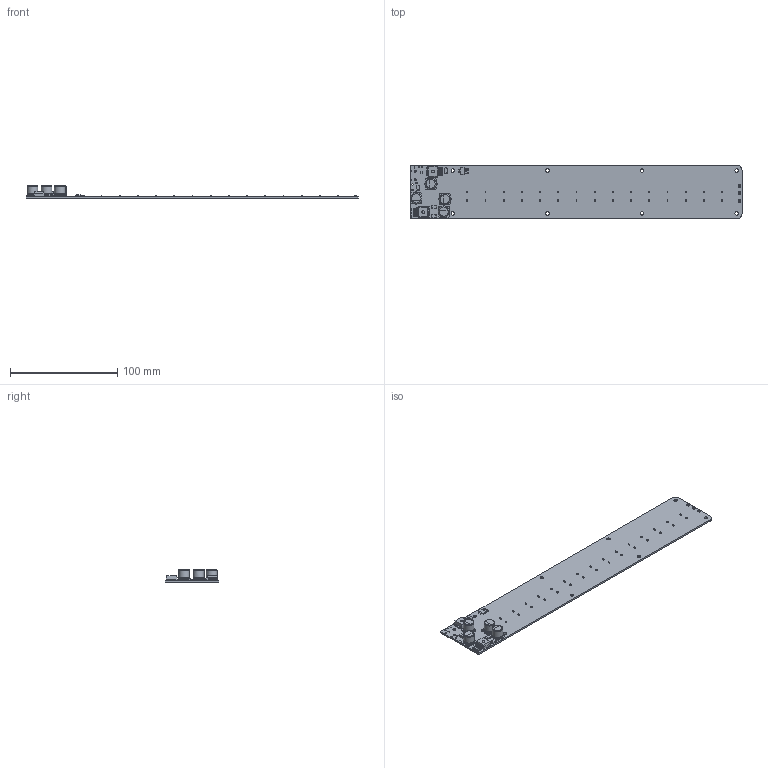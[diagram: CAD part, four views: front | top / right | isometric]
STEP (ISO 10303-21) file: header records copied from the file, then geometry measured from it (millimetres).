
FILE_DESCRIPTION(('KiCad electronic assembly'),'2;1');
FILE_NAME('pwr-v1.step','2022-11-19T18:14:16',('Pcbnew'),('Kicad'), 'Open CASCADE STEP processor 7.6','KiCad to STEP converter','Unknown' );
FILE_SCHEMA(('AUTOMOTIVE_DESIGN { 1 0 10303 214 1 1 1 1 }'));
Length unit declared in the file: millimetre
Products named in the file (16): pwr-v1 1; CP_Elec_10x10; SOLID; D_SMA; R_0603_1608Metric; C_0603_1608Metric; SOT-223; TO-263-5_TabPin3; LED_0603_1608Metric; pwr-v1 PCB
Assembly tree (64 placements, depth 3):
  pwr-v1 1
    CP_Elec_10x10  x4
      SOLID
    D_SMA  x4
      SOLID
    R_0603_1608Metric  x8
      SOLID
    C_0603_1608Metric  x34
      SOLID
    SOT-223
      SOLID
    TO-263-5_TabPin3  x2
      SOLID
    LED_0603_1608Metric  x3
      SOLID
    pwr-v1 PCB
Bounding box: 310 x 50 x 11.65 mm (x, y, z)
Volume: 28753.8 mm3; surface area: 35982.9 mm2
Topology: 57 solids, 57 shells, 2014 faces, 5259 edges, 3450 vertices
Faces by surface type: plane 1296, cylinder 634, bspline 64, torus 16, revolution 4
Full cylindrical faces by diameter (mm): 0.75 x2, 0.9 x2, 1.32 x2, 2.5 x2, 3.2 x8, 10 x8
Entity records: 32435 total; most frequent: CARTESIAN_POINT 6029, DIRECTION 4376, LINE 2928, VECTOR 2928, ORIENTED_EDGE 2304, PCURVE 2304, DEFINITIONAL_REPRESENTATION 2304, EDGE_CURVE 1152
